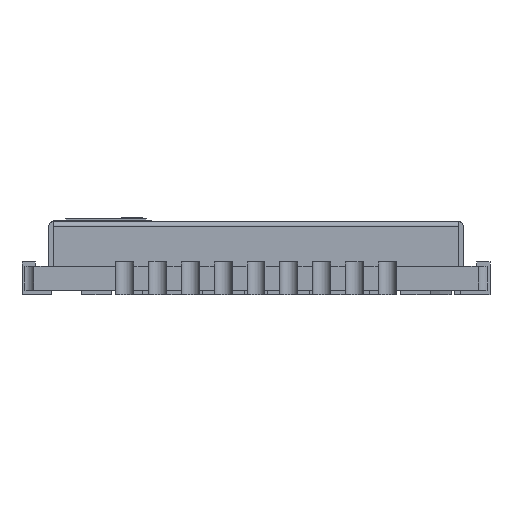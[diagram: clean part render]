
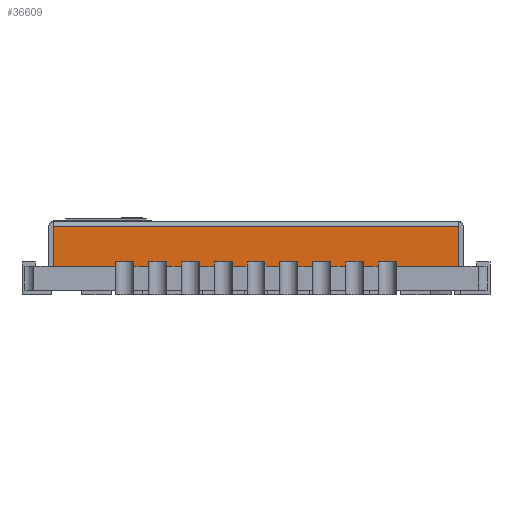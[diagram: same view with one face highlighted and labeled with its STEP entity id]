
A CAD part, front view. The second image highlights one B-rep face of the part: STEP entity #36609.
In plain terms, the highlighted planar face has unit normal (0, -1, 0).
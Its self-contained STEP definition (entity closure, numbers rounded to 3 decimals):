
#2401 = LINE ( 'NONE', #4827, #19801 ) ;
#2897 = ORIENTED_EDGE ( 'NONE', *, *, #9549, .T. ) ;
#4165 = ORIENTED_EDGE ( 'NONE', *, *, #41203, .F. ) ;
#4827 = CARTESIAN_POINT ( 'NONE',  ( -6.95, -7.9, 0.8 ) ) ;
#5258 = PLANE ( 'NONE',  #8954 ) ;
#7997 = CARTESIAN_POINT ( 'NONE',  ( 6.8, -7.9, 2.15 ) ) ;
#8954 = AXIS2_PLACEMENT_3D ( 'NONE', #18464, #41413, #21765 ) ;
#9549 = EDGE_CURVE ( 'NONE', #11247, #39509, #32137, .T. ) ;
#10070 = ORIENTED_EDGE ( 'NONE', *, *, #39308, .T. ) ;
#10145 = VECTOR ( 'NONE', #30847, 1000. ) ;
#11247 = VERTEX_POINT ( 'NONE', #7997 ) ;
#11289 = CARTESIAN_POINT ( 'NONE',  ( -6.8, -7.9, 2.15 ) ) ;
#14606 = VECTOR ( 'NONE', #19098, 1000. ) ;
#18180 = EDGE_LOOP ( 'NONE', ( #39508, #2897, #4165, #10070 ) ) ;
#18464 = CARTESIAN_POINT ( 'NONE',  ( -6.95, -7.9, 25.644 ) ) ;
#19098 = DIRECTION ( 'NONE',  ( -1., 0., 0. ) ) ;
#19801 = VECTOR ( 'NONE', #30824, 1000. ) ;
#20660 = DIRECTION ( 'NONE',  ( 0., 0., 1. ) ) ;
#21186 = VERTEX_POINT ( 'NONE', #42158 ) ;
#21765 = DIRECTION ( 'NONE',  ( 0., 0., 1. ) ) ;
#27077 = EDGE_CURVE ( 'NONE', #21186, #11247, #42029, .T. ) ;
#27124 = CARTESIAN_POINT ( 'NONE',  ( 6.8, -7.9, 0.588 ) ) ;
#29165 = FACE_OUTER_BOUND ( 'NONE', #18180, .T. ) ;
#30824 = DIRECTION ( 'NONE',  ( 1., 0., 0. ) ) ;
#30847 = DIRECTION ( 'NONE',  ( 0., 0., 1. ) ) ;
#32137 = LINE ( 'NONE', #32177, #14606 ) ;
#32177 = CARTESIAN_POINT ( 'NONE',  ( -6.95, -7.9, 2.15 ) ) ;
#33298 = VECTOR ( 'NONE', #20660, 1000. ) ;
#33477 = VERTEX_POINT ( 'NONE', #36025 ) ;
#36025 = CARTESIAN_POINT ( 'NONE',  ( -6.8, -7.9, 0.8 ) ) ;
#36609 = ADVANCED_FACE ( 'NONE', ( #29165 ), #5258, .F. ) ;
#37345 = LINE ( 'NONE', #37422, #10145 ) ;
#37422 = CARTESIAN_POINT ( 'NONE',  ( -6.8, -7.9, 0.588 ) ) ;
#39308 = EDGE_CURVE ( 'NONE', #33477, #21186, #2401, .T. ) ;
#39508 = ORIENTED_EDGE ( 'NONE', *, *, #27077, .T. ) ;
#39509 = VERTEX_POINT ( 'NONE', #11289 ) ;
#41203 = EDGE_CURVE ( 'NONE', #33477, #39509, #37345, .T. ) ;
#41413 = DIRECTION ( 'NONE',  ( 0., 1., 0. ) ) ;
#42029 = LINE ( 'NONE', #27124, #33298 ) ;
#42158 = CARTESIAN_POINT ( 'NONE',  ( 6.8, -7.9, 0.8 ) ) ;
